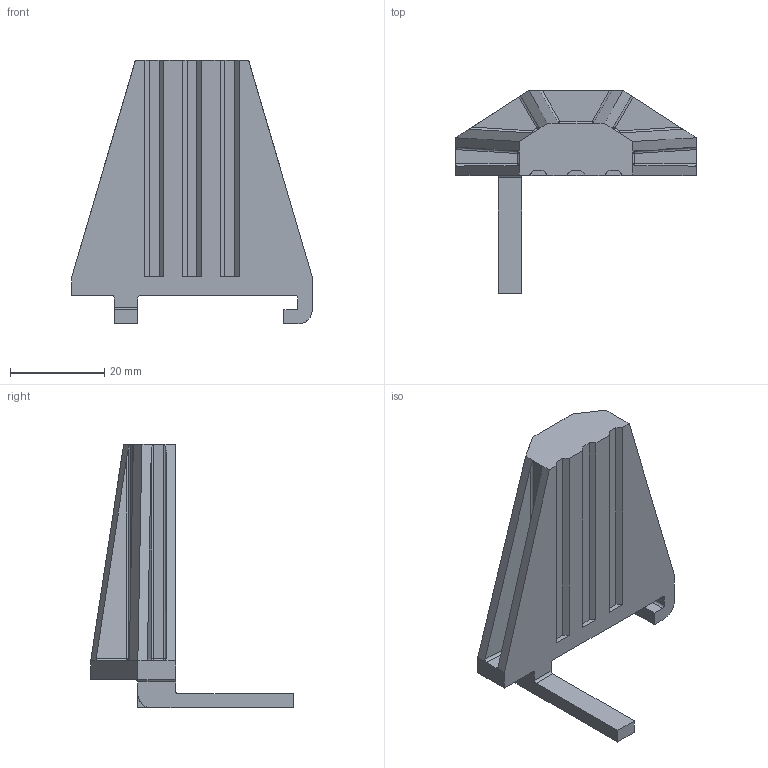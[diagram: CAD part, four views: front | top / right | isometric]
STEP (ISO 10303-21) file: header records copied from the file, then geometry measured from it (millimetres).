
FILE_DESCRIPTION(('CATIA V5 STEP Exchange'),'2;1');
FILE_NAME('Pofa1.stp','2020-05-20T16:05:34+00:00',('none'),('none'),'CATIA Version 5 Release 19 SP 9 (IN-10)','CATIA V5 STEP AP203','none');
FILE_SCHEMA(('CONFIG_CONTROL_DESIGN'));
Length unit declared in the file: millimetre
Products named in the file (1): megfogópofa
Bounding box: 51 x 43 x 56 mm (x, y, z)
Volume: 19758.3 mm3; surface area: 8765.1 mm2
Topology: 1 solids, 1 shells, 110 faces, 280 edges, 164 vertices
Faces by surface type: plane 61, cylinder 36, sphere 13
Entity records: 3421 total; most frequent: CARTESIAN_POINT 878, ORIENTED_EDGE 544, DIRECTION 456, EDGE_CURVE 272, VECTOR 198, LINE 198, VERTEX_POINT 164, AXIS2_PLACEMENT_3D 149
